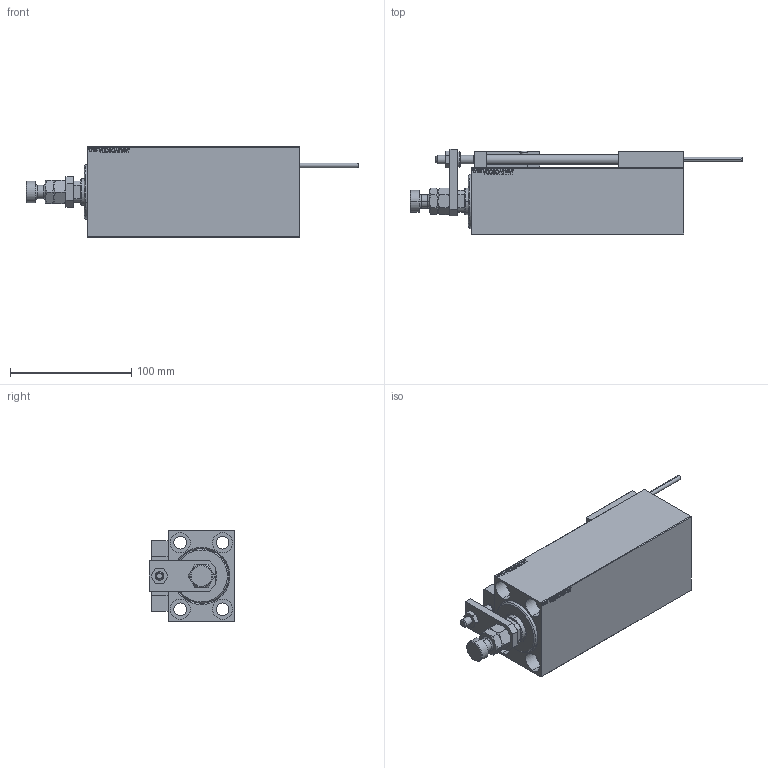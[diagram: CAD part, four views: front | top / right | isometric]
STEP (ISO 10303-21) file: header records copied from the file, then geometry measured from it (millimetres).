
FILE_DESCRIPTION (( 'STEP AP203' ), '1' );
FILE_NAME ('950c.STEP', '2021-11-01T18:27:14', ( '' ), ( '' ), 'SwSTEP 2.0', 'SolidWorks 2019', '' );
FILE_SCHEMA (( 'CONFIG_CONTROL_DESIGN' ));
Length unit declared in the file: millimetre
Products named in the file (16): ZARAZKA b54011ae4ec3463d3fef5ded670e5b83; Block b54011ae4ec3463d3fef5ded670e5b83; MAGNET b54011ae4ec3463d3fef5ded670e5b83; V450CM_C b54011ae4ec3463d3fef5ded670e5b83; SWITCH DIM B,W b54011ae4ec3463d3fef5ded670e5b83; KONCOVKA b54011ae4ec3463d3fef5ded670e5b83; V450CM_C_VCP b54011ae4ec3463d3fef5ded670e5b83; TYC_L79 b54011ae4ec3463d3fef5ded670e5b83; SWITCH_X_FRONT_BACK b54011ae4ec3463d3fef5ded670e5b83; NUT_D12 b54011ae4ec3463d3fef5ded670e5b83; V450CM_VC_B b54011ae4ec3463d3fef5ded670e5b83; ALLEN BOLT D5 b54011ae4ec3463d3fef5ded670e5b83; SWITCH X b54011ae4ec3463d3fef5ded670e5b83; ALLEN BOLT D8 b54011ae4ec3463d3fef5ded670e5b83; X_Y_MFA b54011ae4ec3463d3fef5ded670e5b83; 950c
Assembly tree (25 placements, depth 3):
  950c
    V450CM_C b54011ae4ec3463d3fef5ded670e5b83
    SWITCH X b54011ae4ec3463d3fef5ded670e5b83
      SWITCH_X_FRONT_BACK b54011ae4ec3463d3fef5ded670e5b83  x2
      TYC_L79 b54011ae4ec3463d3fef5ded670e5b83
      Block b54011ae4ec3463d3fef5ded670e5b83  x2
      ALLEN BOLT D5 b54011ae4ec3463d3fef5ded670e5b83  x4
      ALLEN BOLT D8 b54011ae4ec3463d3fef5ded670e5b83  x4
      MAGNET b54011ae4ec3463d3fef5ded670e5b83  x2
      KONCOVKA b54011ae4ec3463d3fef5ded670e5b83  x2
    NUT_D12 b54011ae4ec3463d3fef5ded670e5b83
    SWITCH DIM B,W b54011ae4ec3463d3fef5ded670e5b83
    ZARAZKA b54011ae4ec3463d3fef5ded670e5b83
    V450CM_C_VCP b54011ae4ec3463d3fef5ded670e5b83
    V450CM_VC_B b54011ae4ec3463d3fef5ded670e5b83
    X_Y_MFA b54011ae4ec3463d3fef5ded670e5b83
Bounding box: 274 x 70.5 x 75 mm (x, y, z)
Volume: 659986.4 mm3; surface area: 151032.8 mm2
Topology: 24 solids, 24 shells, 1330 faces, 3170 edges, 2017 vertices
Faces by surface type: plane 576, bspline 380, cylinder 188, cone 134, torus 48, sphere 4
Entity records: 51768 total; most frequent: CARTESIAN_POINT 26435, ORIENTED_EDGE 5360, DIRECTION 3656, EDGE_CURVE 2680, VERTEX_POINT 1741, VECTOR 1500, LINE 1500, EDGE_LOOP 1241
